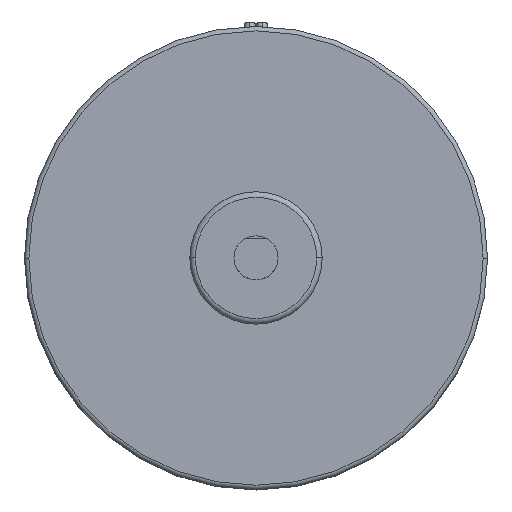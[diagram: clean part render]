
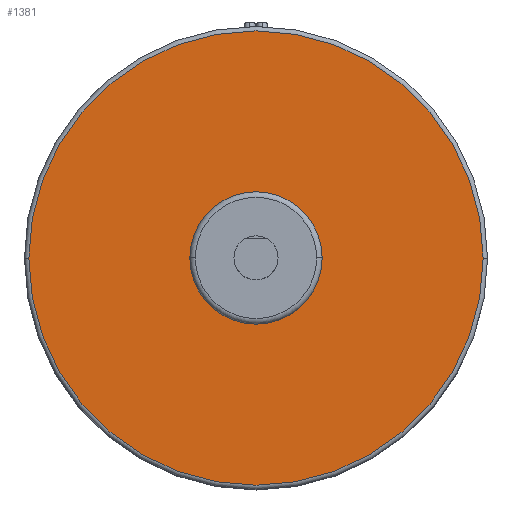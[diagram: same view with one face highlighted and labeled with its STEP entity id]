
A CAD part, top view. The second image highlights one B-rep face of the part: STEP entity #1381.
In plain terms, the highlighted planar face has unit normal (0, 0, 1).
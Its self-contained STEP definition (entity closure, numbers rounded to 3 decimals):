
#768 = CARTESIAN_POINT ( 'NONE',  ( 7., 0., 51. ) ) ;
#784 = CARTESIAN_POINT ( 'NONE',  ( -7., 0., 51. ) ) ;
#801 = DIRECTION ( 'NONE',  ( 1., 0., 0. ) ) ;
#802 = DIRECTION ( 'NONE',  ( 0., 0., 1. ) ) ;
#803 = CARTESIAN_POINT ( 'NONE',  ( 0., 0., 51. ) ) ;
#804 = AXIS2_PLACEMENT_3D ( 'NONE', #803, #802, #801 ) ;
#805 = CIRCLE ( 'NONE', #804, 7. ) ;
#808 = ORIENTED_EDGE ( 'NONE', *, *, #2398, .T. ) ;
#927 = DIRECTION ( 'NONE',  ( 1., 0., 0. ) ) ;
#928 = DIRECTION ( 'NONE',  ( 0., 0., 1. ) ) ;
#929 = CARTESIAN_POINT ( 'NONE',  ( 0., 0., 51. ) ) ;
#930 = AXIS2_PLACEMENT_3D ( 'NONE', #929, #928, #927 ) ;
#931 = CIRCLE ( 'NONE', #930, 41.2 ) ;
#933 = CARTESIAN_POINT ( 'NONE',  ( -41.2, 0., 51. ) ) ;
#959 = CARTESIAN_POINT ( 'NONE',  ( 41.2, 0., 51. ) ) ;
#1033 = EDGE_LOOP ( 'NONE', ( #808, #1412 ) ) ;
#1376 = EDGE_LOOP ( 'NONE', ( #1410, #1418 ) ) ;
#1381 = ADVANCED_FACE ( 'NONE', ( #2022, #2016 ), #2015, .T. ) ;
#1410 = ORIENTED_EDGE ( 'NONE', *, *, #1411, .F. ) ;
#1411 = EDGE_CURVE ( 'NONE', #2284, #2280, #2229, .T. ) ;
#1412 = ORIENTED_EDGE ( 'NONE', *, *, #1414, .T. ) ;
#1414 = EDGE_CURVE ( 'NONE', #2397, #2377, #2178, .T. ) ;
#1418 = ORIENTED_EDGE ( 'NONE', *, *, #2295, .F. ) ;
#2011 = DIRECTION ( 'NONE',  ( 1., 0., 0. ) ) ;
#2012 = DIRECTION ( 'NONE',  ( 0., 0., 1. ) ) ;
#2013 = CARTESIAN_POINT ( 'NONE',  ( 0., 0., 51. ) ) ;
#2014 = AXIS2_PLACEMENT_3D ( 'NONE', #2013, #2012, #2011 ) ;
#2015 = PLANE ( 'NONE',  #2014 ) ;
#2016 = FACE_BOUND ( 'NONE', #1376, .T. ) ;
#2022 = FACE_OUTER_BOUND ( 'NONE', #1033, .T. ) ;
#2136 = DIRECTION ( 'NONE',  ( 1., 0., 0. ) ) ;
#2137 = DIRECTION ( 'NONE',  ( 0., 0., 1. ) ) ;
#2138 = AXIS2_PLACEMENT_3D ( 'NONE', #2213, #2137, #2136 ) ;
#2175 = DIRECTION ( 'NONE',  ( 0., 0., 1. ) ) ;
#2176 = CARTESIAN_POINT ( 'NONE',  ( 0., 0., 51. ) ) ;
#2177 = AXIS2_PLACEMENT_3D ( 'NONE', #2176, #2175, #2228 ) ;
#2178 = CIRCLE ( 'NONE', #2177, 41.2 ) ;
#2213 = CARTESIAN_POINT ( 'NONE',  ( 0., 0., 51. ) ) ;
#2228 = DIRECTION ( 'NONE',  ( 1., 0., 0. ) ) ;
#2229 = CIRCLE ( 'NONE', #2138, 7. ) ;
#2280 = VERTEX_POINT ( 'NONE', #768 ) ;
#2284 = VERTEX_POINT ( 'NONE', #784 ) ;
#2295 = EDGE_CURVE ( 'NONE', #2280, #2284, #805, .T. ) ;
#2377 = VERTEX_POINT ( 'NONE', #959 ) ;
#2397 = VERTEX_POINT ( 'NONE', #933 ) ;
#2398 = EDGE_CURVE ( 'NONE', #2377, #2397, #931, .T. ) ;
